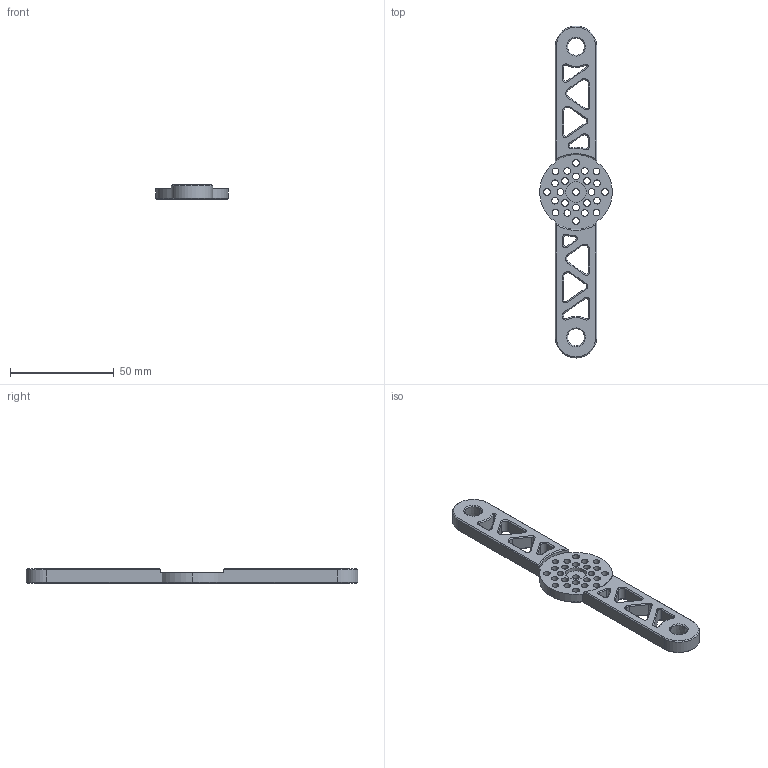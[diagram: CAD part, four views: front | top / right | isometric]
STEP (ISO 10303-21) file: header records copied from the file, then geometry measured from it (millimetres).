
FILE_DESCRIPTION (( 'STEP AP214' ), '1' );
FILE_NAME ('a2_v0.2.STEP', '2025-03-13T19:36:16', ( '' ), ( '' ), 'SwSTEP 2.0', 'SolidWorks 2025', '' );
FILE_SCHEMA (( 'AUTOMOTIVE_DESIGN' ));
Length unit declared in the file: millimetre
Products named in the file (1): a2_v0.2
Bounding box: 35 x 160 x 7 mm (x, y, z)
Volume: 15798.8 mm3; surface area: 10634.4 mm2
Topology: 1 solids, 1 shells, 307 faces, 735 edges, 431 vertices
Faces by surface type: cone 136, cylinder 91, plane 80
Entity records: 8979 total; most frequent: DIRECTION 1668, CARTESIAN_POINT 1510, ORIENTED_EDGE 1470, EDGE_CURVE 735, AXIS2_PLACEMENT_3D 635, VERTEX_POINT 431, LINE 398, VECTOR 398
